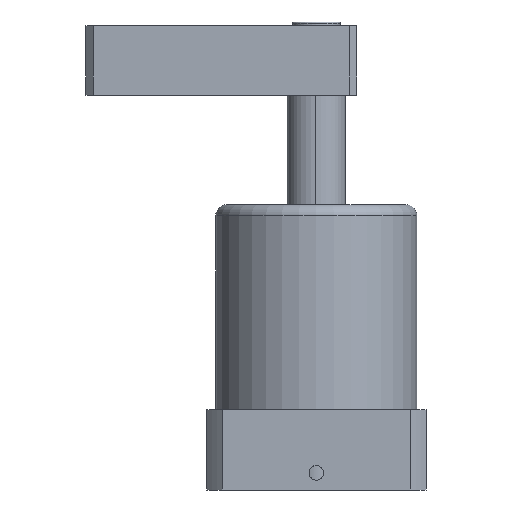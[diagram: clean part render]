
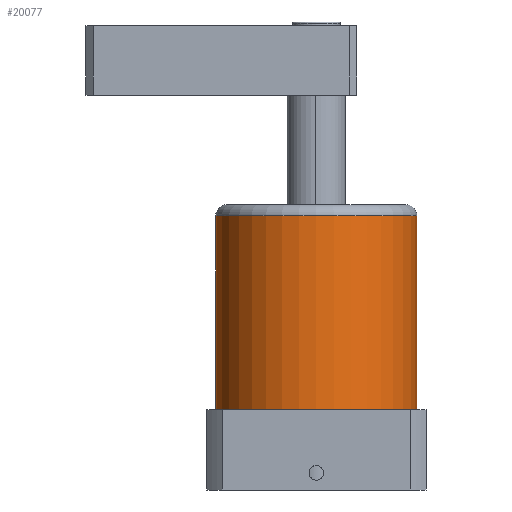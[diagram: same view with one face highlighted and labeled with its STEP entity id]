
A CAD part, front view. The second image highlights one B-rep face of the part: STEP entity #20077.
In plain terms, the highlighted cylindrical face has radius 27.5 mm (diameter 55 mm), a partial arc.
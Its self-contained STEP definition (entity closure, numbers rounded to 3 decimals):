
#199 = DIRECTION ( 'NONE',  ( -1., 0., 0. ) ) ;
#1761 = CARTESIAN_POINT ( 'NONE',  ( 27.5, 0., 22. ) ) ;
#2873 = EDGE_CURVE ( 'NONE', #14687, #23613, #3334, .T. ) ;
#3081 = EDGE_LOOP ( 'NONE', ( #7700, #10813, #11288, #13084 ) ) ;
#3334 = CIRCLE ( 'NONE', #22223, 27.5 ) ;
#5225 = VECTOR ( 'NONE', #7911, 1000. ) ;
#5573 = FACE_OUTER_BOUND ( 'NONE', #3081, .T. ) ;
#5618 = VECTOR ( 'NONE', #14232, 1000. ) ;
#5699 = DIRECTION ( 'NONE',  ( -1., 0., 0. ) ) ;
#7700 = ORIENTED_EDGE ( 'NONE', *, *, #12901, .F. ) ;
#7911 = DIRECTION ( 'NONE',  ( 0., 0., -1. ) ) ;
#8014 = AXIS2_PLACEMENT_3D ( 'NONE', #22443, #11449, #199 ) ;
#8855 = AXIS2_PLACEMENT_3D ( 'NONE', #13210, #11315, #5699 ) ;
#9669 = CARTESIAN_POINT ( 'NONE',  ( -27.5, 0., 75. ) ) ;
#10813 = ORIENTED_EDGE ( 'NONE', *, *, #16884, .T. ) ;
#11288 = ORIENTED_EDGE ( 'NONE', *, *, #17029, .T. ) ;
#11315 = DIRECTION ( 'NONE',  ( 0., 0., -1. ) ) ;
#11449 = DIRECTION ( 'NONE',  ( 0., 0., -1. ) ) ;
#11605 = CIRCLE ( 'NONE', #8014, 27.5 ) ;
#11778 = CARTESIAN_POINT ( 'NONE',  ( 27.5, 0., 75. ) ) ;
#12327 = CARTESIAN_POINT ( 'NONE',  ( 27.5, 0., 78. ) ) ;
#12838 = LINE ( 'NONE', #12327, #5618 ) ;
#12901 = EDGE_CURVE ( 'NONE', #19726, #23613, #12838, .T. ) ;
#13084 = ORIENTED_EDGE ( 'NONE', *, *, #2873, .T. ) ;
#13210 = CARTESIAN_POINT ( 'NONE',  ( 0., 0., 78. ) ) ;
#13992 = LINE ( 'NONE', #22590, #5225 ) ;
#14232 = DIRECTION ( 'NONE',  ( 0., 0., -1. ) ) ;
#14687 = VERTEX_POINT ( 'NONE', #16612 ) ;
#16612 = CARTESIAN_POINT ( 'NONE',  ( -27.5, 0., 22. ) ) ;
#16818 = DIRECTION ( 'NONE',  ( -1., 0., 0. ) ) ;
#16884 = EDGE_CURVE ( 'NONE', #19726, #22514, #11605, .T. ) ;
#16905 = DIRECTION ( 'NONE',  ( 0., 0., 1. ) ) ;
#16995 = CARTESIAN_POINT ( 'NONE',  ( 0., 0., 22. ) ) ;
#17029 = EDGE_CURVE ( 'NONE', #22514, #14687, #13992, .T. ) ;
#19726 = VERTEX_POINT ( 'NONE', #11778 ) ;
#20077 = ADVANCED_FACE ( 'NONE', ( #5573 ), #21531, .T. ) ;
#21531 = CYLINDRICAL_SURFACE ( 'NONE', #8855, 27.5 ) ;
#22223 = AXIS2_PLACEMENT_3D ( 'NONE', #16995, #16905, #16818 ) ;
#22443 = CARTESIAN_POINT ( 'NONE',  ( 0., 0., 75. ) ) ;
#22514 = VERTEX_POINT ( 'NONE', #9669 ) ;
#22590 = CARTESIAN_POINT ( 'NONE',  ( -27.5, 0., 78. ) ) ;
#23613 = VERTEX_POINT ( 'NONE', #1761 ) ;
